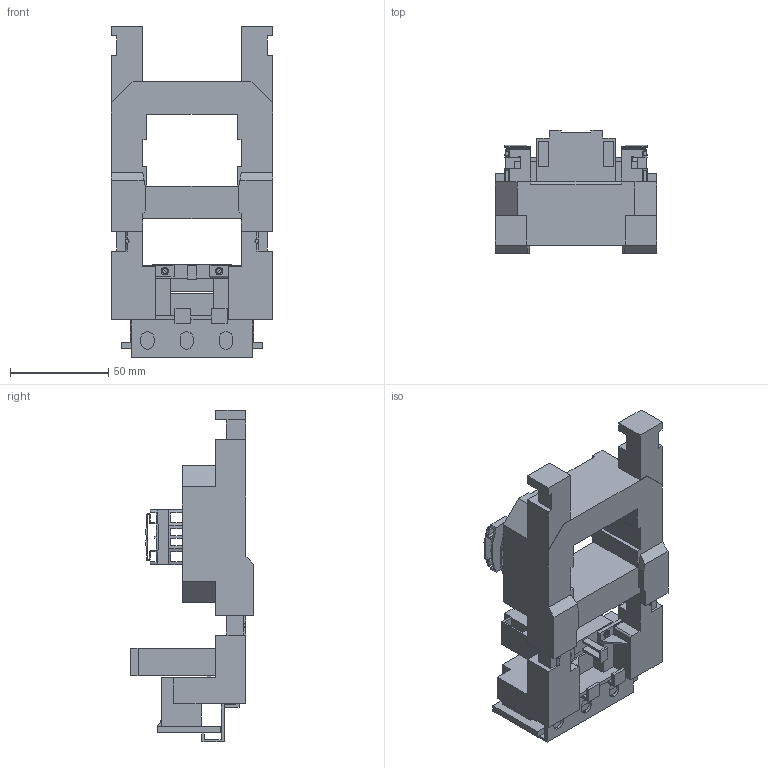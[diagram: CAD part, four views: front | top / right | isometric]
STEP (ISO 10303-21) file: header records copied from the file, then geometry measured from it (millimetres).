
FILE_DESCRIPTION (( 'STEP AP203' ), '1' );
FILE_NAME ('BLX1FH0482.STEP', '2016-01-18T13:36:08', ( '' ), ( '' ), 'SwSTEP 2.0', 'SolidWorks 2013', '' );
FILE_SCHEMA (( 'CONFIG_CONTROL_DESIGN' ));
Length unit declared in the file: millimetre
Products named in the file (1): BLX1FH0482
Bounding box: 82 x 62.85 x 168.6 mm (x, y, z)
Volume: 241044.5 mm3; surface area: 65919.4 mm2
Topology: 2 solids, 2 shells, 458 faces, 1335 edges, 878 vertices
Faces by surface type: plane 409, cylinder 49
Entity records: 14992 total; most frequent: CARTESIAN_POINT 2756, ORIENTED_EDGE 2670, DIRECTION 2303, EDGE_CURVE 1335, LINE 1229, VECTOR 1229, VERTEX_POINT 878, AXIS2_PLACEMENT_3D 537
